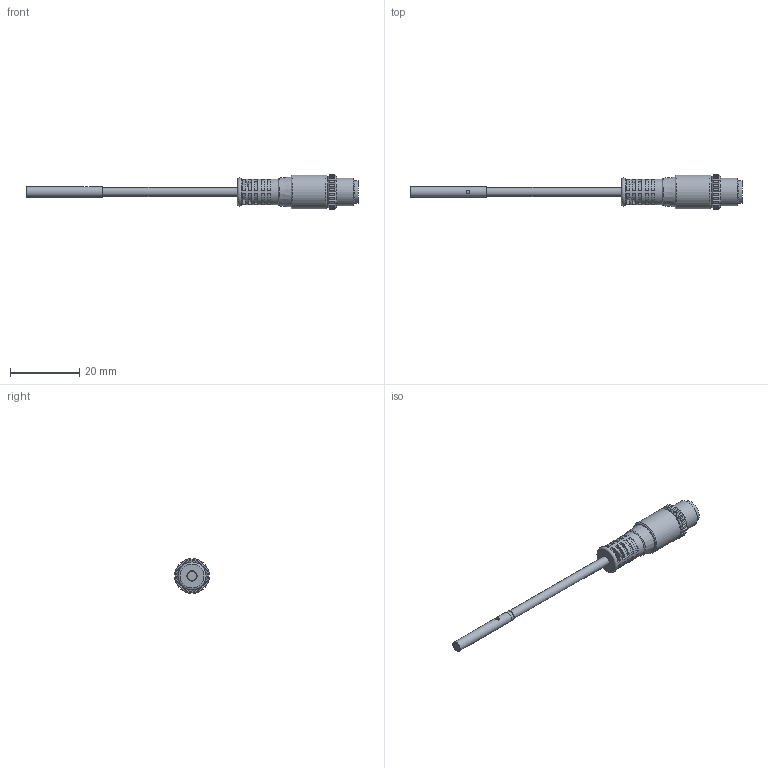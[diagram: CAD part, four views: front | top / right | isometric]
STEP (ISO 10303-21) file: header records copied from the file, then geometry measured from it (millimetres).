
FILE_DESCRIPTION( ( 'STEP AP214' ), '1' );
FILE_NAME( 'DW-AV-624-03-276.stp', '2022-05-06T08:49:06', ( 'License CC BY-ND 4.0' ), ( 'CADENAS' ), ' ', 'PARTsolutions', ' ' );
FILE_SCHEMA( ( 'AUTOMOTIVE_DESIGN { 1 0 10303 214 1 1 1 1 }' ) );
Length unit declared in the file: millimetre
Products named in the file (1): _DW-AV-624-03-276
Bounding box: 95.8 x 9.97 x 9.97 mm (x, y, z)
Volume: 2172.7 mm3; surface area: 1919.3 mm2
Topology: 1 solids, 1 shells, 214 faces, 533 edges, 351 vertices
Faces by surface type: plane 140, cylinder 48, cone 18, torus 5, sphere 3
Full cylindrical faces by diameter (mm): 1 x4, 2.6 x1, 2.65 x1, 2.7 x2, 3 x1, 5.8 x1, 6.5 x1, 7.5 x1, 8 x2, 9.8 x1
Entity records: 8136 total; most frequent: CARTESIAN_POINT 1529, ORIENTED_EDGE 992, DIRECTION 970, EDGE_CURVE 496, AXIS2_PLACEMENT_3D 381, VERTEX_POINT 348, EDGE_LOOP 274, FACE_OUTER_BOUND 234
